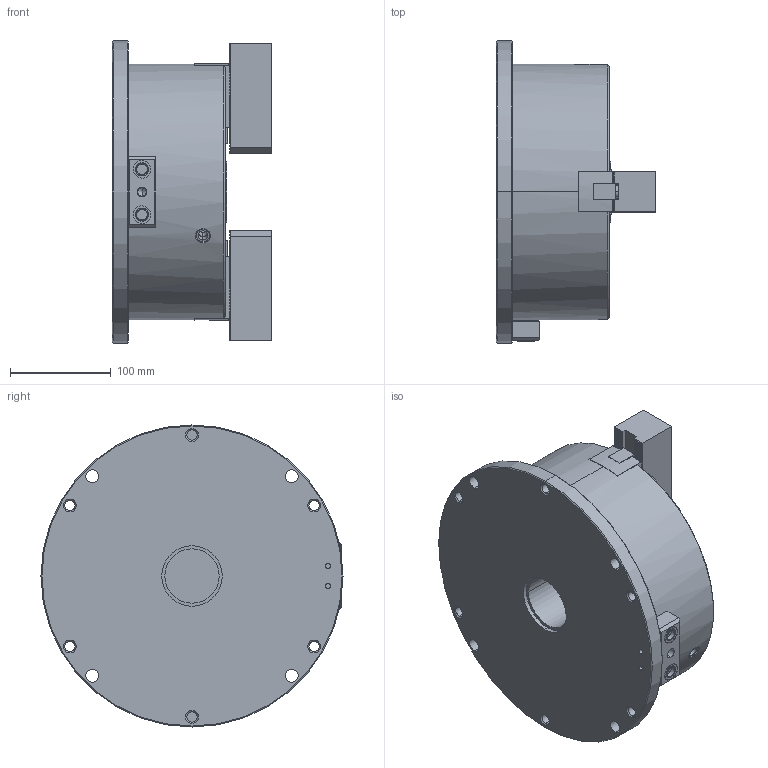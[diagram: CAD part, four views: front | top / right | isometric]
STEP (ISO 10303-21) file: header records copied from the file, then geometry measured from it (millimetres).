
FILE_DESCRIPTION (( 'STEP AP203' ), '1' );
FILE_NAME ('CF-SP-210.STEP', '2023-06-29T01:36:56', ( '' ), ( '' ), 'SwSTEP 2.0', 'SolidWorks 2020', '' );
FILE_SCHEMA (( 'CONFIG_CONTROL_DESIGN' ));
Length unit declared in the file: millimetre
Products named in the file (16): CF-SP-310-08000; 圓頭內六角螺栓_M5x10; CF-SP-310-09000; 圓頭內六角螺栓_M6x30; CF-SU-308-07000; 圓頭內六角螺栓_M12x30; CF-SP-210-01000; CF-3H-210-04000(T型塊); 塑膠管塞_PT1_4; CF-SP-310-03010; SJ-10; CF-SP-210; CF-SP-310-06010; M6黃油嘴; CF-SP-210-04000; 錐平頭六角孔螺栓_M3x6
Assembly tree (30 placements, depth 2):
  CF-SP-210
    CF-SP-210-01000
    CF-SP-310-03010  x2
    CF-SP-310-06010
    CF-SP-210-04000
    CF-SP-310-08000
    CF-SP-310-09000  x2
    CF-SU-308-07000
    CF-3H-210-04000(T型塊)  x2
    SJ-10  x2
    M6黃油嘴
    錐平頭六角孔螺栓_M3x6  x4
    圓頭內六角螺栓_M5x10  x4
    圓頭內六角螺栓_M6x30  x2
    圓頭內六角螺栓_M12x30  x4
    塑膠管塞_PT1_4  x2
Bounding box: 158.3 x 300 x 300 mm (x, y, z)
Volume: 6065432.9 mm3; surface area: 567423.3 mm2
Topology: 31 solids, 31 shells, 2663 faces, 7458 edges, 4850 vertices
Faces by surface type: plane 1748, cylinder 694, cone 202, torus 13, sphere 6
Entity records: 46830 total; most frequent: CARTESIAN_POINT 9055, ORIENTED_EDGE 7742, DIRECTION 7090, EDGE_CURVE 3871, VECTOR 2862, LINE 2862, VERTEX_POINT 2539, AXIS2_PLACEMENT_3D 2114
